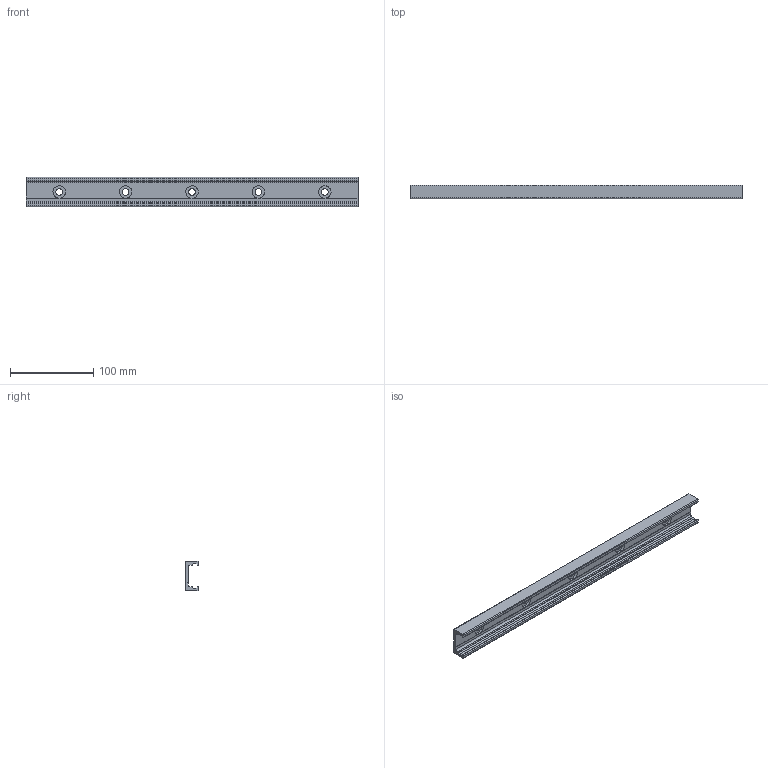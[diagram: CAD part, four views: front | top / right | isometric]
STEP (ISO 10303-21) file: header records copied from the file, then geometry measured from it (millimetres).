
FILE_DESCRIPTION((''),'2;1');
FILE_NAME('LCX 35-0400.C.stp','2016-04-28T08:44:21',('MRathmann'),(''),'Autodesk Inventor 2012','Autodesk Inventor 2012','');
FILE_SCHEMA(('CONFIG_CONTROL_DESIGN'));
Length unit declared in the file: millimetre
Products named in the file (1): LCX 35-0400.C
Bounding box: 400 x 16.5 x 35 mm (x, y, z)
Volume: 86214.4 mm3; surface area: 51737.3 mm2
Topology: 1 solids, 1 shells, 43 faces, 128 edges, 87 vertices
Faces by surface type: cylinder 23, plane 20
Full cylindrical faces by diameter (mm): 8 x5, 15 x5
Entity records: 1509 total; most frequent: CARTESIAN_POINT 374, DIRECTION 237, ORIENTED_EDGE 216, EDGE_CURVE 108, AXIS2_PLACEMENT_3D 90, VERTEX_POINT 77, EDGE_LOOP 63, VECTOR 57
